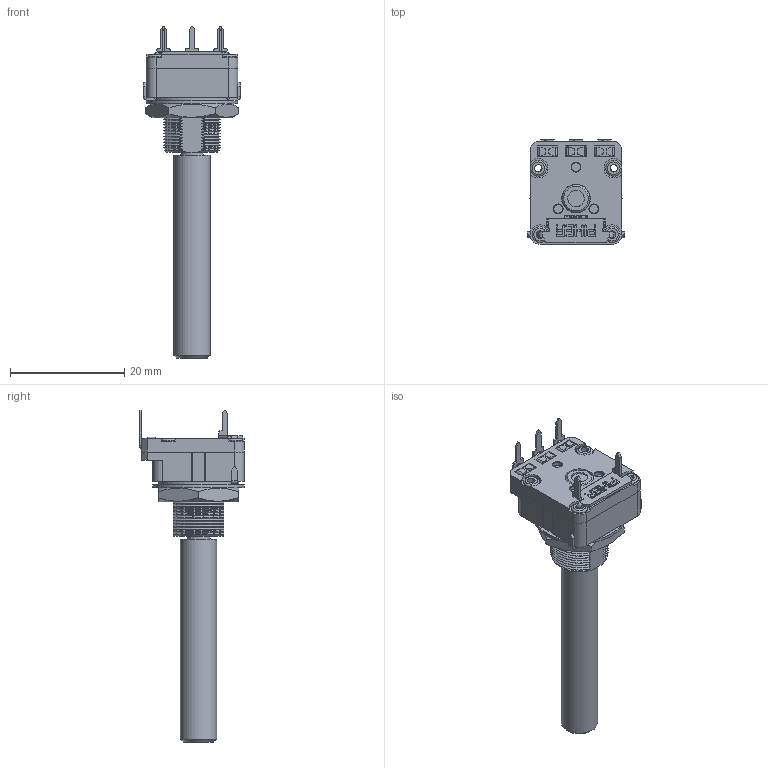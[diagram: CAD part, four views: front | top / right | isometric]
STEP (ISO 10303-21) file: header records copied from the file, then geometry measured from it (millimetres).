
FILE_DESCRIPTION (( 'STEP AP203' ), '1' );
FILE_NAME ('PC16SV-10IM07.STEP', '2019-10-25T07:09:09', ( '' ), ( '' ), 'SwSTEP 2.0', 'SolidWorks 2018', '' );
FILE_SCHEMA (( 'CONFIG_CONTROL_DESIGN' ));
Length unit declared in the file: millimetre
Products named in the file (12): PC16SV-10IM07; PC16SV-10IM07-COLECTOR; PC16SV-10IM07-PORTACURSOR; PC16SV-10IM07-CARCASA; PC16SV-10IM07-TERMINAL APOYO_TROQUELADOS; PC16SV-10IM07-RESISTENCIA; PC16SV-10IM07-EJE_Predeterminada; PC16SV-10IM07-PORTARESISTENCIA; PC16SV-10IM07-ARANDELA; PC16SV-10IM07-TERMINAL DERECHO; PC16SV-10IM07-TUERCA_M10; PC16SV-10IM07-TERMINAL IZQUIERDO
Assembly tree (11 placements, depth 2):
  PC16SV-10IM07
    PC16SV-10IM07-PORTARESISTENCIA
    PC16SV-10IM07-TERMINAL DERECHO
    PC16SV-10IM07-TERMINAL IZQUIERDO
    PC16SV-10IM07-COLECTOR
    PC16SV-10IM07-PORTACURSOR
    PC16SV-10IM07-CARCASA
    PC16SV-10IM07-TERMINAL APOYO_TROQUELADOS
    PC16SV-10IM07-RESISTENCIA
    PC16SV-10IM07-EJE_Predeterminada
    PC16SV-10IM07-ARANDELA
    PC16SV-10IM07-TUERCA_M10
Bounding box: 16.99 x 18.31 x 58.06 mm (x, y, z)
Volume: 3471.1 mm3; surface area: 5018.5 mm2
Topology: 11 solids, 11 shells, 1102 faces, 2824 edges, 1787 vertices
Faces by surface type: plane 650, cylinder 337, cone 86, bspline 18, torus 7, sphere 4
Full cylindrical faces by diameter (mm): 1.3 x5, 1.4 x4, 1.53 x3, 1.8 x1, 1.9 x1, 2.15 x4, 2.2 x4, 2.8 x4, 2.9 x2, 4 x1, 4.01 x1, 4.9 x1, 5 x1, 5.8 x1, 5.9 x1, 6.35 x1, 9.75 x1, 10.3 x1, 11.5 x1, 14 x1, 14.2 x1, 16 x1
Entity records: 34495 total; most frequent: CARTESIAN_POINT 6668, ORIENTED_EDGE 5500, DIRECTION 5455, EDGE_CURVE 2750, AXIS2_PLACEMENT_3D 1843, VERTEX_POINT 1774, LINE 1769, VECTOR 1769
